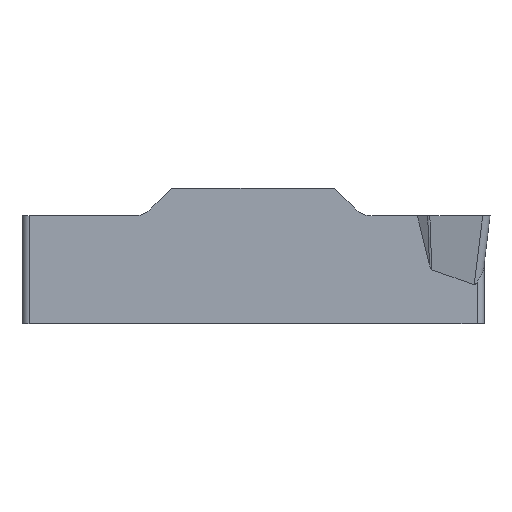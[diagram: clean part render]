
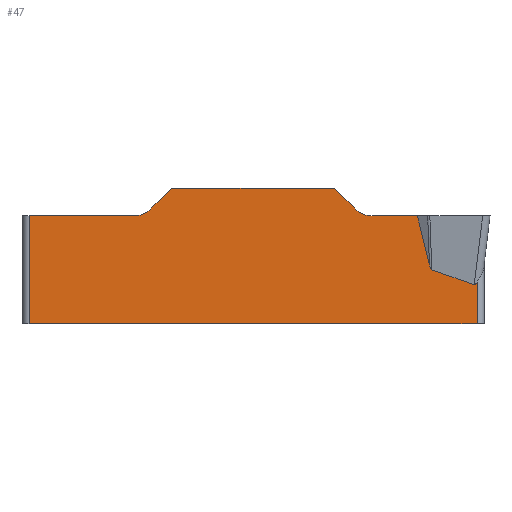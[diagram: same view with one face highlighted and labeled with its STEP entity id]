
A CAD part, left-side view. The second image highlights one B-rep face of the part: STEP entity #47.
In plain terms, the highlighted planar face has unit normal (-1, 0, 0).
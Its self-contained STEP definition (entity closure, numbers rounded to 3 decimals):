
#47=ADVANCED_FACE('',(#87),#72,.T.);
#72=PLANE('',#536);
#87=FACE_OUTER_BOUND('',#112,.T.);
#112=EDGE_LOOP('',(#243,#244,#245,#246,#247,#248,#249,#250,#251,#252,#253,
#254,#255,#256));
#137=ELLIPSE('',#535,2.376,0.3);
#143=CIRCLE('',#533,1.);
#144=CIRCLE('',#534,1.);
#153=LINE('',#740,#198);
#154=LINE('',#742,#199);
#155=LINE('',#746,#200);
#156=LINE('',#748,#201);
#157=LINE('',#750,#202);
#158=LINE('',#754,#203);
#159=LINE('',#756,#204);
#160=LINE('',#758,#205);
#161=LINE('',#760,#206);
#162=LINE('',#764,#207);
#198=VECTOR('',#578,1.);
#199=VECTOR('',#579,1.);
#200=VECTOR('',#582,1.);
#201=VECTOR('',#583,1.);
#202=VECTOR('',#584,1.);
#203=VECTOR('',#587,1.);
#204=VECTOR('',#588,1.);
#205=VECTOR('',#589,1.);
#206=VECTOR('',#590,1.);
#207=VECTOR('',#593,1.);
#243=ORIENTED_EDGE('',*,*,#427,.T.);
#244=ORIENTED_EDGE('',*,*,#428,.T.);
#245=ORIENTED_EDGE('',*,*,#429,.F.);
#246=ORIENTED_EDGE('',*,*,#430,.F.);
#247=ORIENTED_EDGE('',*,*,#431,.F.);
#248=ORIENTED_EDGE('',*,*,#432,.F.);
#249=ORIENTED_EDGE('',*,*,#433,.F.);
#250=ORIENTED_EDGE('',*,*,#434,.F.);
#251=ORIENTED_EDGE('',*,*,#435,.F.);
#252=ORIENTED_EDGE('',*,*,#436,.T.);
#253=ORIENTED_EDGE('',*,*,#437,.T.);
#254=ORIENTED_EDGE('',*,*,#438,.T.);
#255=ORIENTED_EDGE('',*,*,#439,.F.);
#256=ORIENTED_EDGE('',*,*,#440,.T.);
#381=VERTEX_POINT('',#738);
#382=VERTEX_POINT('',#739);
#383=VERTEX_POINT('',#741);
#384=VERTEX_POINT('',#743);
#385=VERTEX_POINT('',#745);
#386=VERTEX_POINT('',#747);
#387=VERTEX_POINT('',#749);
#388=VERTEX_POINT('',#751);
#389=VERTEX_POINT('',#753);
#390=VERTEX_POINT('',#755);
#391=VERTEX_POINT('',#757);
#392=VERTEX_POINT('',#759);
#393=VERTEX_POINT('',#761);
#394=VERTEX_POINT('',#763);
#427=EDGE_CURVE('',#381,#382,#504,.T.);
#428=EDGE_CURVE('',#382,#383,#153,.T.);
#429=EDGE_CURVE('',#384,#383,#154,.T.);
#430=EDGE_CURVE('',#385,#384,#143,.T.);
#431=EDGE_CURVE('',#386,#385,#155,.T.);
#432=EDGE_CURVE('',#387,#386,#156,.T.);
#433=EDGE_CURVE('',#388,#387,#157,.T.);
#434=EDGE_CURVE('',#389,#388,#144,.T.);
#435=EDGE_CURVE('',#390,#389,#158,.T.);
#436=EDGE_CURVE('',#390,#391,#159,.T.);
#437=EDGE_CURVE('',#391,#392,#160,.T.);
#438=EDGE_CURVE('',#392,#393,#161,.T.);
#439=EDGE_CURVE('',#394,#393,#137,.T.);
#440=EDGE_CURVE('',#394,#381,#162,.T.);
#504=B_SPLINE_CURVE_WITH_KNOTS('',3,(#725,#726,#727,#728,#729,#730,#731,
#732,#733,#734,#735,#736,#737),.UNSPECIFIED.,.F.,.F.,(4,3,3,3,4),(0.,0.069,
0.219,0.795,1.),.UNSPECIFIED.);
#533=AXIS2_PLACEMENT_3D('',#744,#580,#581);
#534=AXIS2_PLACEMENT_3D('',#752,#585,#586);
#535=AXIS2_PLACEMENT_3D('',#762,#591,#592);
#536=AXIS2_PLACEMENT_3D('',#765,#594,#595);
#578=DIRECTION('',(0.,0.238,0.971));
#579=DIRECTION('',(0.,-1.,0.));
#580=DIRECTION('',(-1.,0.,0.));
#581=DIRECTION('',(0.,0.,1.));
#582=DIRECTION('',(0.,-0.707,-0.707));
#583=DIRECTION('',(0.,-1.,0.));
#584=DIRECTION('',(0.,-0.707,0.707));
#585=DIRECTION('',(-1.,0.,0.));
#586=DIRECTION('',(0.,0.,1.));
#587=DIRECTION('',(0.,-1.,0.));
#588=DIRECTION('',(0.,0.,-1.));
#589=DIRECTION('',(0.,-1.,0.));
#590=DIRECTION('',(0.,0.,1.));
#591=DIRECTION('',(-1.,0.,0.));
#592=DIRECTION('',(0.,0.122,-0.993));
#593=DIRECTION('',(0.,0.942,0.335));
#594=DIRECTION('',(-1.,0.,0.));
#595=DIRECTION('',(0.,0.,1.));
#725=CARTESIAN_POINT('',(-1.15,2.37,-2.283));
#726=CARTESIAN_POINT('',(-1.15,2.376,-2.281));
#727=CARTESIAN_POINT('',(-1.15,2.381,-2.277));
#728=CARTESIAN_POINT('',(-1.15,2.385,-2.273));
#729=CARTESIAN_POINT('',(-1.15,2.394,-2.265));
#730=CARTESIAN_POINT('',(-1.15,2.401,-2.255));
#731=CARTESIAN_POINT('',(-1.15,2.407,-2.244));
#732=CARTESIAN_POINT('',(-1.15,2.43,-2.203));
#733=CARTESIAN_POINT('',(-1.15,2.444,-2.157));
#734=CARTESIAN_POINT('',(-1.15,2.457,-2.112));
#735=CARTESIAN_POINT('',(-1.15,2.461,-2.096));
#736=CARTESIAN_POINT('',(-1.15,2.465,-2.08));
#737=CARTESIAN_POINT('',(-1.15,2.469,-2.063));
#738=CARTESIAN_POINT('',(-1.15,2.37,-2.283));
#739=CARTESIAN_POINT('',(-1.15,2.469,-2.063));
#740=CARTESIAN_POINT('',(-1.15,4.204,4.999));
#741=CARTESIAN_POINT('',(-1.15,2.976,0.));
#742=CARTESIAN_POINT('',(-1.15,19.75,0.));
#743=CARTESIAN_POINT('',(-1.15,4.904,0.));
#744=CARTESIAN_POINT('',(-1.15,4.904,1.));
#745=CARTESIAN_POINT('',(-1.15,5.611,0.293));
#746=CARTESIAN_POINT('',(-1.15,13.125,7.807));
#747=CARTESIAN_POINT('',(-1.15,6.5,1.182));
#748=CARTESIAN_POINT('',(-1.15,19.75,1.182));
#749=CARTESIAN_POINT('',(-1.15,13.4,1.182));
#750=CARTESIAN_POINT('',(-1.15,16.575,-1.993));
#751=CARTESIAN_POINT('',(-1.15,14.289,0.293));
#752=CARTESIAN_POINT('',(-1.15,14.996,1.));
#753=CARTESIAN_POINT('',(-1.15,14.996,0.));
#754=CARTESIAN_POINT('',(-1.15,19.75,0.));
#755=CARTESIAN_POINT('',(-1.15,19.45,0.));
#756=CARTESIAN_POINT('',(-1.15,19.45,-4.582));
#757=CARTESIAN_POINT('',(-1.15,19.45,-4.582));
#758=CARTESIAN_POINT('',(-1.15,19.75,-4.582));
#759=CARTESIAN_POINT('',(-1.15,0.45,-4.582));
#760=CARTESIAN_POINT('',(-1.15,0.45,1.182));
#761=CARTESIAN_POINT('',(-1.15,0.45,-2.81));
#762=CARTESIAN_POINT('',(-1.15,0.272,-0.566));
#763=CARTESIAN_POINT('',(-1.15,0.57,-2.922));
#764=CARTESIAN_POINT('',(-1.15,18.895,3.588));
#765=CARTESIAN_POINT('',(-1.15,19.75,1.182));
